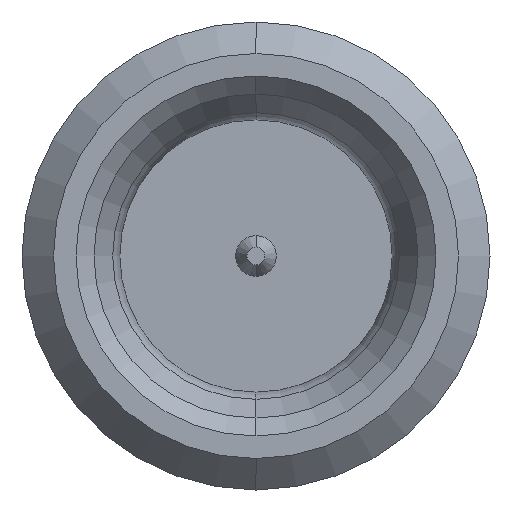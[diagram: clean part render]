
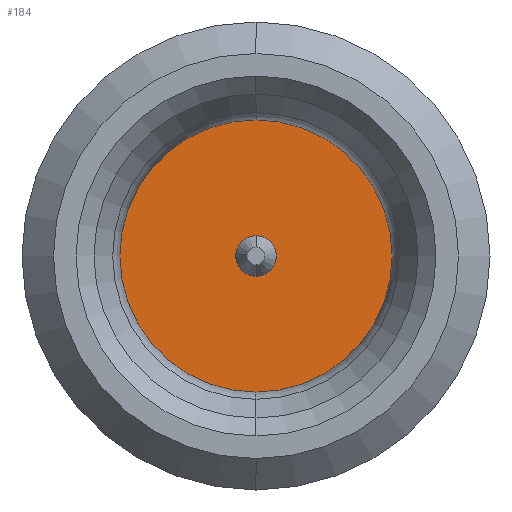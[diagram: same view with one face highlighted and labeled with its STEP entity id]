
A CAD part, left-side view. The second image highlights one B-rep face of the part: STEP entity #184.
In plain terms, the highlighted planar face has unit normal (-1, 0, 0).
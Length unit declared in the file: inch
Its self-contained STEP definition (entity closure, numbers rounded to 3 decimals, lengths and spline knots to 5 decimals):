
#93 = CARTESIAN_POINT ( 'NONE',  ( 0.049, 0., -0.03025 ) ) ;
#106 = ORIENTED_EDGE ( 'NONE', *, *, #1453, .T. ) ;
#126 = CARTESIAN_POINT ( 'NONE',  ( 0.049, 0., 0. ) ) ;
#145 = CIRCLE ( 'NONE', #638, 0.03025 ) ;
#157 = DIRECTION ( 'NONE',  ( -1., 0., 0. ) ) ;
#184 = ADVANCED_FACE ( 'NONE', ( #568, #251 ), #1340, .F. ) ;
#191 = VERTEX_POINT ( 'NONE', #476 ) ;
#212 = VERTEX_POINT ( 'NONE', #1421 ) ;
#239 = DIRECTION ( 'NONE',  ( -1., 0., 0. ) ) ;
#240 = DIRECTION ( 'NONE',  ( 0., 0., -1. ) ) ;
#251 = FACE_BOUND ( 'NONE', #445, .T. ) ;
#347 = DIRECTION ( 'NONE',  ( -1., 0., 0. ) ) ;
#445 = EDGE_LOOP ( 'NONE', ( #1427, #735 ) ) ;
#461 = ORIENTED_EDGE ( 'NONE', *, *, #1542, .T. ) ;
#470 = AXIS2_PLACEMENT_3D ( 'NONE', #126, #948, #240 ) ;
#476 = CARTESIAN_POINT ( 'NONE',  ( 0.049, 0., -0.0045 ) ) ;
#565 = CIRCLE ( 'NONE', #470, 0.0045 ) ;
#568 = FACE_OUTER_BOUND ( 'NONE', #1081, .T. ) ;
#587 = AXIS2_PLACEMENT_3D ( 'NONE', #1074, #347, #1207 ) ;
#638 = AXIS2_PLACEMENT_3D ( 'NONE', #946, #239, #1070 ) ;
#735 = ORIENTED_EDGE ( 'NONE', *, *, #1428, .F. ) ;
#741 = VERTEX_POINT ( 'NONE', #93 ) ;
#859 = CARTESIAN_POINT ( 'NONE',  ( 0.049, 0., 0. ) ) ;
#893 = VERTEX_POINT ( 'NONE', #974 ) ;
#913 = EDGE_CURVE ( 'NONE', #893, #191, #1314, .T. ) ;
#946 = CARTESIAN_POINT ( 'NONE',  ( 0.049, 0., 0. ) ) ;
#948 = DIRECTION ( 'NONE',  ( -1., 0., 0. ) ) ;
#959 = CARTESIAN_POINT ( 'NONE',  ( 0.049, 0.03025, 0. ) ) ;
#966 = AXIS2_PLACEMENT_3D ( 'NONE', #859, #157, #983 ) ;
#974 = CARTESIAN_POINT ( 'NONE',  ( 0.049, 0., 0.0045 ) ) ;
#983 = DIRECTION ( 'NONE',  ( 0., 0., -1. ) ) ;
#1011 = AXIS2_PLACEMENT_3D ( 'NONE', #959, #1034, #1291 ) ;
#1034 = DIRECTION ( 'NONE',  ( 1., 0., 0. ) ) ;
#1070 = DIRECTION ( 'NONE',  ( 0., 0., 1. ) ) ;
#1074 = CARTESIAN_POINT ( 'NONE',  ( 0.049, 0., 0. ) ) ;
#1081 = EDGE_LOOP ( 'NONE', ( #106, #461 ) ) ;
#1207 = DIRECTION ( 'NONE',  ( 0., 0., 1. ) ) ;
#1291 = DIRECTION ( 'NONE',  ( 0., 0., -1. ) ) ;
#1314 = CIRCLE ( 'NONE', #966, 0.0045 ) ;
#1340 = PLANE ( 'NONE',  #1011 ) ;
#1421 = CARTESIAN_POINT ( 'NONE',  ( 0.049, 0., 0.03025 ) ) ;
#1427 = ORIENTED_EDGE ( 'NONE', *, *, #913, .F. ) ;
#1428 = EDGE_CURVE ( 'NONE', #191, #893, #565, .T. ) ;
#1453 = EDGE_CURVE ( 'NONE', #212, #741, #1456, .T. ) ;
#1456 = CIRCLE ( 'NONE', #587, 0.03025 ) ;
#1542 = EDGE_CURVE ( 'NONE', #741, #212, #145, .T. ) ;
